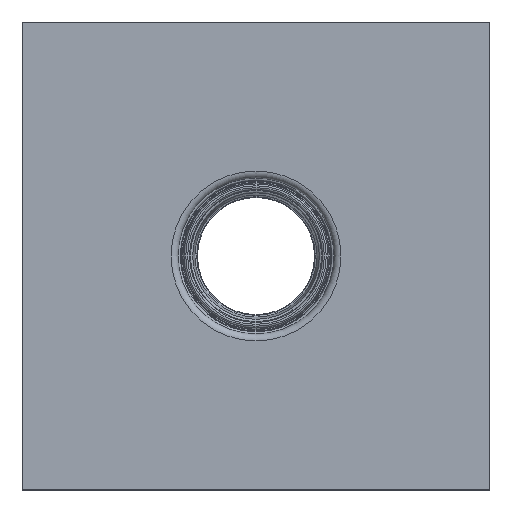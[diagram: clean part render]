
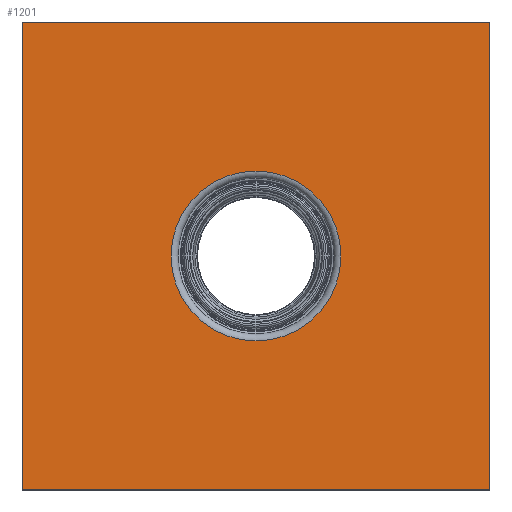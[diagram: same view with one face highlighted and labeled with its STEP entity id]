
A CAD part, top view. The second image highlights one B-rep face of the part: STEP entity #1201.
In plain terms, the highlighted planar face has unit normal (0, 0, 1).
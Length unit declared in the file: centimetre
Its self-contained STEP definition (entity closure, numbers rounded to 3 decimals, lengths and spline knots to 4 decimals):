
#41=FACE_BOUND('',#258,.T.);
#56=PLANE('',#1517);
#163=FACE_OUTER_BOUND('',#257,.T.);
#257=EDGE_LOOP('',(#1022,#1023,#1024,#1025,#1026,#1027));
#258=EDGE_LOOP('',(#1028));
#398=CIRCLE('',#1518,90.8004);
#513=VERTEX_POINT('',#2370);
#514=VERTEX_POINT('',#2371);
#515=VERTEX_POINT('',#2373);
#516=VERTEX_POINT('',#2375);
#517=VERTEX_POINT('',#2377);
#518=VERTEX_POINT('',#2379);
#519=VERTEX_POINT('',#2382);
#687=EDGE_CURVE('',#513,#514,#1262,.T.);
#688=EDGE_CURVE('',#515,#514,#1263,.T.);
#689=EDGE_CURVE('',#516,#515,#1264,.T.);
#690=EDGE_CURVE('',#517,#516,#1265,.T.);
#691=EDGE_CURVE('',#517,#518,#1266,.T.);
#692=EDGE_CURVE('',#518,#513,#1267,.T.);
#693=EDGE_CURVE('',#519,#519,#398,.T.);
#1022=ORIENTED_EDGE('',*,*,#687,.T.);
#1023=ORIENTED_EDGE('',*,*,#688,.F.);
#1024=ORIENTED_EDGE('',*,*,#689,.F.);
#1025=ORIENTED_EDGE('',*,*,#690,.F.);
#1026=ORIENTED_EDGE('',*,*,#691,.T.);
#1027=ORIENTED_EDGE('',*,*,#692,.T.);
#1028=ORIENTED_EDGE('',*,*,#693,.F.);
#1201=ADVANCED_FACE('',(#163,#41),#56,.T.);
#1262=LINE('',#2372,#1312);
#1263=LINE('',#2374,#1313);
#1264=LINE('',#2376,#1314);
#1265=LINE('',#2378,#1315);
#1266=LINE('',#2380,#1316);
#1267=LINE('',#2381,#1317);
#1312=VECTOR('',#1958,1.);
#1313=VECTOR('',#1959,1.);
#1314=VECTOR('',#1960,1.);
#1315=VECTOR('',#1961,1.);
#1316=VECTOR('',#1962,1.);
#1317=VECTOR('',#1963,1.);
#1517=AXIS2_PLACEMENT_3D('',#2369,#1956,#1957);
#1518=AXIS2_PLACEMENT_3D('',#2383,#1964,#1965);
#1956=DIRECTION('center_axis',(0.,0.,1.));
#1957=DIRECTION('ref_axis',(0.,-1.,0.));
#1958=DIRECTION('',(-1.,0.,0.));
#1959=DIRECTION('',(0.,1.,0.));
#1960=DIRECTION('',(-1.,0.,0.));
#1961=DIRECTION('',(0.,-1.,0.));
#1962=DIRECTION('',(0.,1.,0.));
#1963=DIRECTION('',(-1.,0.,0.));
#1964=DIRECTION('center_axis',(0.,0.,1.));
#1965=DIRECTION('ref_axis',(1.,0.,0.));
#2369=CARTESIAN_POINT('Origin',(-90.8004,0.,
402.));
#2370=CARTESIAN_POINT('',(115.2214,250.,402.));
#2371=CARTESIAN_POINT('',(-250.,250.,402.));
#2372=CARTESIAN_POINT('',(-182.6107,250.,402.));
#2373=CARTESIAN_POINT('',(-250.,-250.,402.));
#2374=CARTESIAN_POINT('',(-250.,-209.1291,402.));
#2375=CARTESIAN_POINT('',(250.,-250.,402.));
#2376=CARTESIAN_POINT('',(194.4302,-250.,402.));
#2377=CARTESIAN_POINT('',(250.,97.1698,402.));
#2378=CARTESIAN_POINT('',(250.,97.1698,402.));
#2379=CARTESIAN_POINT('',(250.,250.,402.));
#2380=CARTESIAN_POINT('',(250.,173.5849,402.));
#2381=CARTESIAN_POINT('',(182.6107,250.,402.));
#2382=CARTESIAN_POINT('',(0.,90.8004,402.));
#2383=CARTESIAN_POINT('Origin',(0.,0.,
402.));
